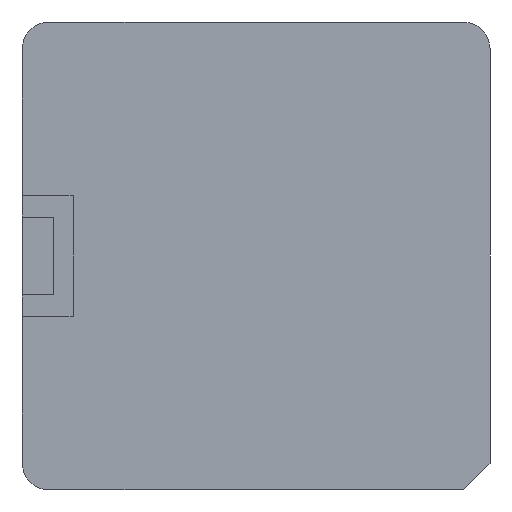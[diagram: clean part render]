
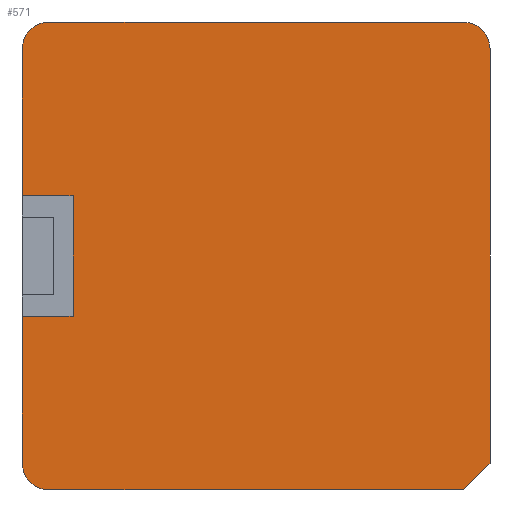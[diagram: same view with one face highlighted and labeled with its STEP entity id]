
A CAD part, front view. The second image highlights one B-rep face of the part: STEP entity #571.
In plain terms, the highlighted planar face has unit normal (0, -1, 0).
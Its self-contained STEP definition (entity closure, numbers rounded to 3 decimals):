
#220 = LINE ( 'NONE', #1351, #8205 ) ;
#321 = EDGE_CURVE ( 'NONE', #9201, #2667, #3213, .T. ) ;
#571 = ADVANCED_FACE ( 'NONE', ( #7143 ), #9730, .T. ) ;
#620 = DIRECTION ( 'NONE',  ( 0., 0., -1. ) ) ;
#664 = EDGE_CURVE ( 'NONE', #7177, #6027, #7077, .T. ) ;
#771 = VECTOR ( 'NONE', #8678, 1000. ) ;
#774 = DIRECTION ( 'NONE',  ( 0., 0., 1. ) ) ;
#777 = CARTESIAN_POINT ( 'NONE',  ( -5.32, -4.01, -5.32 ) ) ;
#876 = CIRCLE ( 'NONE', #3464, 0.68 ) ;
#1029 = DIRECTION ( 'NONE',  ( -1., 0., 0. ) ) ;
#1061 = AXIS2_PLACEMENT_3D ( 'NONE', #7203, #3176, #3211 ) ;
#1146 = VERTEX_POINT ( 'NONE', #9680 ) ;
#1351 = CARTESIAN_POINT ( 'NONE',  ( -4.7, -4.01, -1.55 ) ) ;
#1489 = CARTESIAN_POINT ( 'NONE',  ( -5.32, -4.01, -6. ) ) ;
#1523 = LINE ( 'NONE', #5424, #771 ) ;
#2159 = DIRECTION ( 'NONE',  ( 0., 0., -1. ) ) ;
#2167 = LINE ( 'NONE', #4788, #3058 ) ;
#2528 = ORIENTED_EDGE ( 'NONE', *, *, #5502, .T. ) ;
#2536 = EDGE_CURVE ( 'NONE', #9119, #1146, #10337, .T. ) ;
#2667 = VERTEX_POINT ( 'NONE', #7288 ) ;
#2736 = ORIENTED_EDGE ( 'NONE', *, *, #6649, .T. ) ;
#2891 = VECTOR ( 'NONE', #7056, 1000. ) ;
#2957 = ORIENTED_EDGE ( 'NONE', *, *, #5015, .T. ) ;
#2987 = ORIENTED_EDGE ( 'NONE', *, *, #3432, .T. ) ;
#3058 = VECTOR ( 'NONE', #620, 1000. ) ;
#3070 = CARTESIAN_POINT ( 'NONE',  ( -6., -4.01, -1.55 ) ) ;
#3176 = DIRECTION ( 'NONE',  ( 0., -1., 0. ) ) ;
#3211 = DIRECTION ( 'NONE',  ( 0., 0., -1. ) ) ;
#3213 = LINE ( 'NONE', #4612, #9912 ) ;
#3224 = CARTESIAN_POINT ( 'NONE',  ( 5.32, -4.01, 5.32 ) ) ;
#3332 = EDGE_CURVE ( 'NONE', #6027, #5532, #1523, .T. ) ;
#3432 = EDGE_CURVE ( 'NONE', #8165, #9455, #9762, .T. ) ;
#3464 = AXIS2_PLACEMENT_3D ( 'NONE', #3224, #10374, #2159 ) ;
#3535 = CARTESIAN_POINT ( 'NONE',  ( -6., -4.01, 1.55 ) ) ;
#3602 = CARTESIAN_POINT ( 'NONE',  ( -6., -4.01, -5.32 ) ) ;
#3773 = CARTESIAN_POINT ( 'NONE',  ( 5.32, -4.01, -6. ) ) ;
#3869 = CARTESIAN_POINT ( 'NONE',  ( 6., -4.01, -5.32 ) ) ;
#3923 = VERTEX_POINT ( 'NONE', #3070 ) ;
#4135 = DIRECTION ( 'NONE',  ( 0., 0., -1. ) ) ;
#4381 = CARTESIAN_POINT ( 'NONE',  ( -4.7, -4.01, 1.55 ) ) ;
#4479 = EDGE_CURVE ( 'NONE', #9455, #9119, #876, .T. ) ;
#4599 = EDGE_CURVE ( 'NONE', #8349, #9201, #5689, .T. ) ;
#4612 = CARTESIAN_POINT ( 'NONE',  ( -5.32, -4.01, -6. ) ) ;
#4788 = CARTESIAN_POINT ( 'NONE',  ( -6., -4.01, -1.55 ) ) ;
#5015 = EDGE_CURVE ( 'NONE', #6666, #7177, #7580, .T. ) ;
#5079 = CARTESIAN_POINT ( 'NONE',  ( 5.32, -4.01, 6. ) ) ;
#5116 = AXIS2_PLACEMENT_3D ( 'NONE', #777, #10442, #4135 ) ;
#5168 = ORIENTED_EDGE ( 'NONE', *, *, #664, .T. ) ;
#5276 = ORIENTED_EDGE ( 'NONE', *, *, #8887, .T. ) ;
#5319 = CARTESIAN_POINT ( 'NONE',  ( -6., -4.01, 5.32 ) ) ;
#5424 = CARTESIAN_POINT ( 'NONE',  ( -4.7, -4.01, 1.55 ) ) ;
#5431 = VECTOR ( 'NONE', #7711, 1000. ) ;
#5496 = DIRECTION ( 'NONE',  ( -1., 0., 0. ) ) ;
#5502 = EDGE_CURVE ( 'NONE', #2667, #8165, #10218, .T. ) ;
#5532 = VERTEX_POINT ( 'NONE', #9606 ) ;
#5542 = ORIENTED_EDGE ( 'NONE', *, *, #2536, .T. ) ;
#5546 = ORIENTED_EDGE ( 'NONE', *, *, #3332, .T. ) ;
#5689 = CIRCLE ( 'NONE', #5116, 0.68 ) ;
#5701 = EDGE_CURVE ( 'NONE', #5532, #3923, #220, .T. ) ;
#5738 = CARTESIAN_POINT ( 'NONE',  ( 6., -4.01, -5.32 ) ) ;
#6027 = VERTEX_POINT ( 'NONE', #4381 ) ;
#6075 = VECTOR ( 'NONE', #10037, 1000. ) ;
#6220 = DIRECTION ( 'NONE',  ( 1., 0., 0. ) ) ;
#6232 = AXIS2_PLACEMENT_3D ( 'NONE', #8242, #9794, #8139 ) ;
#6649 = EDGE_CURVE ( 'NONE', #3923, #8349, #2167, .T. ) ;
#6666 = VERTEX_POINT ( 'NONE', #8987 ) ;
#6834 = EDGE_LOOP ( 'NONE', ( #2957, #5168, #5546, #9219, #2736, #8236, #7171, #2528, #2987, #8498, #5542, #5276 ) ) ;
#7056 = DIRECTION ( 'NONE',  ( 0.707, 0., 0.707 ) ) ;
#7077 = LINE ( 'NONE', #3535, #6075 ) ;
#7143 = FACE_OUTER_BOUND ( 'NONE', #6834, .T. ) ;
#7153 = CARTESIAN_POINT ( 'NONE',  ( -6., -4.01, 1.55 ) ) ;
#7171 = ORIENTED_EDGE ( 'NONE', *, *, #321, .T. ) ;
#7177 = VERTEX_POINT ( 'NONE', #7153 ) ;
#7203 = CARTESIAN_POINT ( 'NONE',  ( -5.32, -4.01, 5.32 ) ) ;
#7288 = CARTESIAN_POINT ( 'NONE',  ( 5.32, -4.01, -6. ) ) ;
#7350 = VECTOR ( 'NONE', #774, 1000. ) ;
#7580 = LINE ( 'NONE', #5319, #5431 ) ;
#7711 = DIRECTION ( 'NONE',  ( 0., 0., -1. ) ) ;
#8139 = DIRECTION ( 'NONE',  ( 0., 0., -1. ) ) ;
#8165 = VERTEX_POINT ( 'NONE', #5738 ) ;
#8196 = VECTOR ( 'NONE', #1029, 1000. ) ;
#8205 = VECTOR ( 'NONE', #5496, 1000. ) ;
#8236 = ORIENTED_EDGE ( 'NONE', *, *, #4599, .T. ) ;
#8242 = CARTESIAN_POINT ( 'NONE',  ( -5.32, -4.01, -5.32 ) ) ;
#8349 = VERTEX_POINT ( 'NONE', #3602 ) ;
#8435 = CARTESIAN_POINT ( 'NONE',  ( 5.32, -4.01, 6. ) ) ;
#8498 = ORIENTED_EDGE ( 'NONE', *, *, #4479, .T. ) ;
#8678 = DIRECTION ( 'NONE',  ( 0., 0., -1. ) ) ;
#8887 = EDGE_CURVE ( 'NONE', #1146, #6666, #9284, .T. ) ;
#8987 = CARTESIAN_POINT ( 'NONE',  ( -6., -4.01, 5.32 ) ) ;
#9119 = VERTEX_POINT ( 'NONE', #8435 ) ;
#9201 = VERTEX_POINT ( 'NONE', #1489 ) ;
#9219 = ORIENTED_EDGE ( 'NONE', *, *, #5701, .T. ) ;
#9284 = CIRCLE ( 'NONE', #1061, 0.68 ) ;
#9455 = VERTEX_POINT ( 'NONE', #10153 ) ;
#9606 = CARTESIAN_POINT ( 'NONE',  ( -4.7, -4.01, -1.55 ) ) ;
#9680 = CARTESIAN_POINT ( 'NONE',  ( -5.32, -4.01, 6. ) ) ;
#9730 = PLANE ( 'NONE',  #6232 ) ;
#9762 = LINE ( 'NONE', #3869, #7350 ) ;
#9794 = DIRECTION ( 'NONE',  ( 0., -1., 0. ) ) ;
#9912 = VECTOR ( 'NONE', #6220, 1000. ) ;
#10037 = DIRECTION ( 'NONE',  ( 1., 0., 0. ) ) ;
#10153 = CARTESIAN_POINT ( 'NONE',  ( 6., -4.01, 5.32 ) ) ;
#10218 = LINE ( 'NONE', #3773, #2891 ) ;
#10337 = LINE ( 'NONE', #5079, #8196 ) ;
#10374 = DIRECTION ( 'NONE',  ( 0., -1., 0. ) ) ;
#10442 = DIRECTION ( 'NONE',  ( 0., -1., 0. ) ) ;
